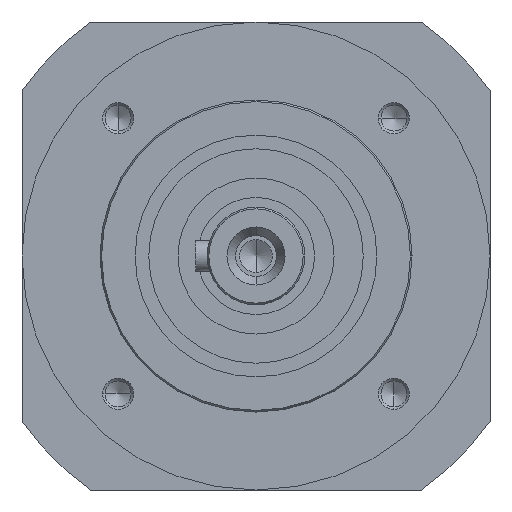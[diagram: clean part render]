
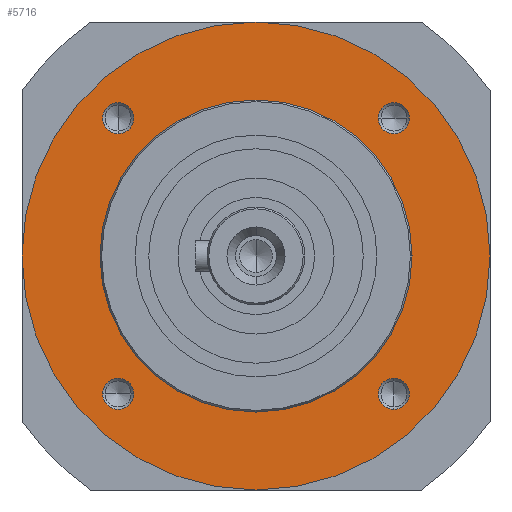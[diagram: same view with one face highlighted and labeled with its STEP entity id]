
A CAD part, left-side view. The second image highlights one B-rep face of the part: STEP entity #5716.
In plain terms, the highlighted planar face has unit normal (-1, 0, 0).
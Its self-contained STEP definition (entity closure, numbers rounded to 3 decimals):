
#217=CARTESIAN_POINT('',(61.,60.,0.0));
#218=VERTEX_POINT('',#217);
#227=CARTESIAN_POINT('',(61.,-60.,0.));
#228=VERTEX_POINT('',#227);
#229=CARTESIAN_POINT('',(61.,0.0,0.0));
#230=DIRECTION('',(1.0,0.0,0.0));
#231=DIRECTION('',(0.0,1.0,0.0));
#232=AXIS2_PLACEMENT_3D('',#229,#230,#231);
#233=CIRCLE('',#232,60.);
#234=EDGE_CURVE('',#218,#228,#233,.T.);
#506=CARTESIAN_POINT('',(61.,40.0,0.0));
#507=VERTEX_POINT('',#506);
#523=CARTESIAN_POINT('',(61.,-40.0,0.));
#524=VERTEX_POINT('',#523);
#531=CARTESIAN_POINT('',(61.,0.0,0.0));
#532=DIRECTION('',(1.0,0.0,0.0));
#533=DIRECTION('',(0.0,1.0,0.0));
#534=AXIS2_PLACEMENT_3D('',#531,#532,#533);
#535=CIRCLE('',#534,40.0);
#536=EDGE_CURVE('',#507,#524,#535,.T.);
#794=CARTESIAN_POINT('',(61.0,35.355,39.355));
#795=VERTEX_POINT('',#794);
#803=CARTESIAN_POINT('',(61.0,35.355,31.355));
#804=VERTEX_POINT('',#803);
#811=CARTESIAN_POINT('',(61.0,35.355,35.355));
#812=DIRECTION('',(1.0,0.0,0.0));
#813=DIRECTION('',(0.0,0.0,1.0));
#814=AXIS2_PLACEMENT_3D('',#811,#812,#813);
#815=CIRCLE('',#814,4.);
#816=EDGE_CURVE('',#795,#804,#815,.T.);
#960=CARTESIAN_POINT('',(61.0,-39.355,35.355));
#961=VERTEX_POINT('',#960);
#969=CARTESIAN_POINT('',(61.0,-31.355,35.355));
#970=VERTEX_POINT('',#969);
#977=CARTESIAN_POINT('',(61.0,-35.355,35.355));
#978=DIRECTION('',(1.0,0.0,0.0));
#979=DIRECTION('',(0.0,-1.0,0.0));
#980=AXIS2_PLACEMENT_3D('',#977,#978,#979);
#981=CIRCLE('',#980,4.);
#982=EDGE_CURVE('',#961,#970,#981,.T.);
#1126=CARTESIAN_POINT('',(61.0,-35.355,-39.355));
#1127=VERTEX_POINT('',#1126);
#1135=CARTESIAN_POINT('',(61.0,-35.355,-31.355));
#1136=VERTEX_POINT('',#1135);
#1143=CARTESIAN_POINT('',(61.0,-35.355,-35.355));
#1144=DIRECTION('',(1.0,0.0,0.0));
#1145=DIRECTION('',(0.0,0.0,-1.0));
#1146=AXIS2_PLACEMENT_3D('',#1143,#1144,#1145);
#1147=CIRCLE('',#1146,4.);
#1148=EDGE_CURVE('',#1127,#1136,#1147,.T.);
#1292=CARTESIAN_POINT('',(61.0,39.355,-35.355));
#1293=VERTEX_POINT('',#1292);
#1301=CARTESIAN_POINT('',(61.0,31.355,-35.355));
#1302=VERTEX_POINT('',#1301);
#1309=CARTESIAN_POINT('',(61.0,35.355,-35.355));
#1310=DIRECTION('',(1.0,0.0,0.0));
#1311=DIRECTION('',(0.0,1.0,0.0));
#1312=AXIS2_PLACEMENT_3D('',#1309,#1310,#1311);
#1313=CIRCLE('',#1312,4.);
#1314=EDGE_CURVE('',#1293,#1302,#1313,.T.);
#5216=CARTESIAN_POINT('',(61.0,35.355,-35.355));
#5217=DIRECTION('',(1.0,0.0,0.0));
#5218=DIRECTION('',(0.0,1.0,0.0));
#5219=AXIS2_PLACEMENT_3D('',#5216,#5217,#5218);
#5220=CIRCLE('',#5219,4.);
#5221=EDGE_CURVE('',#1302,#1293,#5220,.T.);
#5326=CARTESIAN_POINT('',(61.0,-35.355,-35.355));
#5327=DIRECTION('',(1.0,0.0,0.0));
#5328=DIRECTION('',(0.0,0.0,-1.0));
#5329=AXIS2_PLACEMENT_3D('',#5326,#5327,#5328);
#5330=CIRCLE('',#5329,4.);
#5331=EDGE_CURVE('',#1136,#1127,#5330,.T.);
#5436=CARTESIAN_POINT('',(61.0,-35.355,35.355));
#5437=DIRECTION('',(1.0,0.0,0.0));
#5438=DIRECTION('',(0.0,-1.0,0.0));
#5439=AXIS2_PLACEMENT_3D('',#5436,#5437,#5438);
#5440=CIRCLE('',#5439,4.);
#5441=EDGE_CURVE('',#970,#961,#5440,.T.);
#5546=CARTESIAN_POINT('',(61.0,35.355,35.355));
#5547=DIRECTION('',(1.0,0.0,0.0));
#5548=DIRECTION('',(0.0,0.0,1.0));
#5549=AXIS2_PLACEMENT_3D('',#5546,#5547,#5548);
#5550=CIRCLE('',#5549,4.);
#5551=EDGE_CURVE('',#804,#795,#5550,.T.);
#5669=CARTESIAN_POINT('',(61.,0.0,0.0));
#5670=DIRECTION('',(1.0,0.0,0.0));
#5671=DIRECTION('',(0.0,1.0,0.0));
#5672=AXIS2_PLACEMENT_3D('',#5669,#5670,#5671);
#5673=CIRCLE('',#5672,40.0);
#5674=EDGE_CURVE('',#524,#507,#5673,.T.);
#5681=CARTESIAN_POINT('',(61.0,30.,0.0));
#5682=DIRECTION('',(-1.0,0.0,0.0));
#5683=DIRECTION('',(0.0,0.0,1.0));
#5684=AXIS2_PLACEMENT_3D('',#5681,#5682,#5683);
#5685=PLANE('',#5684);
#5686=ORIENTED_EDGE('',*,*,#234,.F.);
#5687=CARTESIAN_POINT('',(61.,0.0,0.0));
#5688=DIRECTION('',(1.0,0.0,0.0));
#5689=DIRECTION('',(0.0,1.0,0.0));
#5690=AXIS2_PLACEMENT_3D('',#5687,#5688,#5689);
#5691=CIRCLE('',#5690,60.);
#5692=EDGE_CURVE('',#228,#218,#5691,.T.);
#5693=ORIENTED_EDGE('',*,*,#5692,.F.);
#5694=EDGE_LOOP('',(#5686,#5693));
#5695=FACE_OUTER_BOUND('',#5694,.T.);
#5696=ORIENTED_EDGE('',*,*,#1314,.T.);
#5697=ORIENTED_EDGE('',*,*,#5221,.T.);
#5698=EDGE_LOOP('',(#5696,#5697));
#5699=FACE_BOUND('',#5698,.T.);
#5700=ORIENTED_EDGE('',*,*,#1148,.T.);
#5701=ORIENTED_EDGE('',*,*,#5331,.T.);
#5702=EDGE_LOOP('',(#5700,#5701));
#5703=FACE_BOUND('',#5702,.T.);
#5704=ORIENTED_EDGE('',*,*,#982,.T.);
#5705=ORIENTED_EDGE('',*,*,#5441,.T.);
#5706=EDGE_LOOP('',(#5704,#5705));
#5707=FACE_BOUND('',#5706,.T.);
#5708=ORIENTED_EDGE('',*,*,#816,.T.);
#5709=ORIENTED_EDGE('',*,*,#5551,.T.);
#5710=EDGE_LOOP('',(#5708,#5709));
#5711=FACE_BOUND('',#5710,.T.);
#5712=ORIENTED_EDGE('',*,*,#536,.T.);
#5713=ORIENTED_EDGE('',*,*,#5674,.T.);
#5714=EDGE_LOOP('',(#5712,#5713));
#5715=FACE_BOUND('',#5714,.T.);
#5716=ADVANCED_FACE('',(#5695,#5699,#5703,#5707,#5711,#5715),#5685,.T.);
